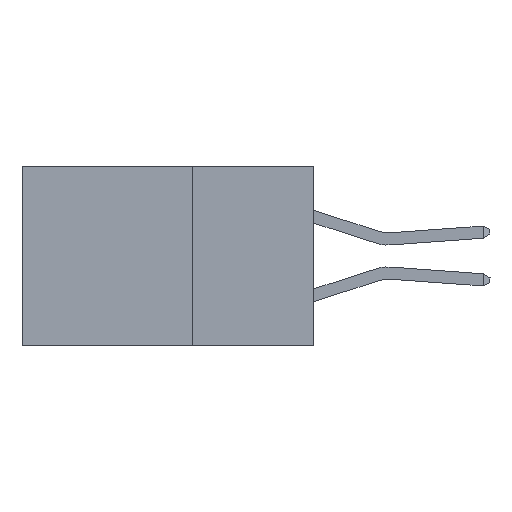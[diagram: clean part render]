
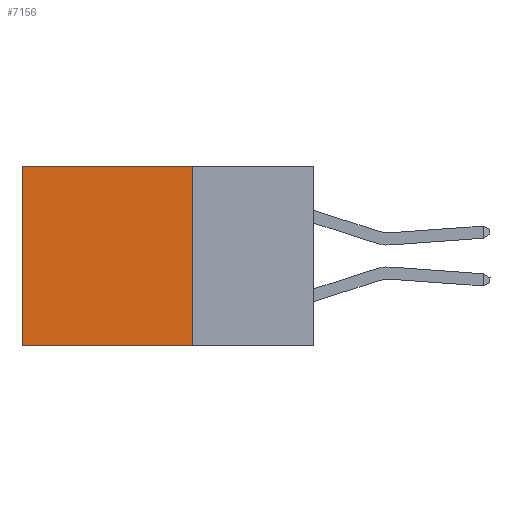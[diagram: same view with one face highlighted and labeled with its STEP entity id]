
A CAD part, left-side view. The second image highlights one B-rep face of the part: STEP entity #7156.
In plain terms, the highlighted planar face has unit normal (-1, 0, 0).
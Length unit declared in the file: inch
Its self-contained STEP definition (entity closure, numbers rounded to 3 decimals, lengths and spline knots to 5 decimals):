
#42 = ORIENTED_EDGE ( 'NONE', *, *, #3675, .T. ) ;
#853 = EDGE_LOOP ( 'NONE', ( #42, #6463, #11174, #20525 ) ) ;
#928 = CARTESIAN_POINT ( 'NONE',  ( 0.2875, 0.25, 0. ) ) ;
#1579 = VECTOR ( 'NONE', #15810, 39.37008 ) ;
#3050 = LINE ( 'NONE', #6391, #1579 ) ;
#3675 = EDGE_CURVE ( 'NONE', #21553, #17676, #3050, .T. ) ;
#4105 = VECTOR ( 'NONE', #27677, 39.37008 ) ;
#5442 = VERTEX_POINT ( 'NONE', #23830 ) ;
#6391 = CARTESIAN_POINT ( 'NONE',  ( 0.2875, 0.6, 0. ) ) ;
#6463 = ORIENTED_EDGE ( 'NONE', *, *, #7204, .F. ) ;
#6945 = VECTOR ( 'NONE', #12390, 39.37008 ) ;
#7156 = ADVANCED_FACE ( 'NONE', ( #15077 ), #20420, .F. ) ;
#7204 = EDGE_CURVE ( 'NONE', #24514, #17676, #7758, .T. ) ;
#7758 = LINE ( 'NONE', #11285, #4105 ) ;
#8449 = CARTESIAN_POINT ( 'NONE',  ( 0.2875, 0.6, -0.37 ) ) ;
#10253 = VECTOR ( 'NONE', #25418, 39.37008 ) ;
#11174 = ORIENTED_EDGE ( 'NONE', *, *, #13997, .F. ) ;
#11285 = CARTESIAN_POINT ( 'NONE',  ( 0.2875, 0.25, -0.37 ) ) ;
#12390 = DIRECTION ( 'NONE',  ( 0., 0., -1. ) ) ;
#12776 = LINE ( 'NONE', #928, #6945 ) ;
#12903 = CARTESIAN_POINT ( 'NONE',  ( 0.2875, 0.25, -0.37 ) ) ;
#13685 = EDGE_CURVE ( 'NONE', #5442, #21553, #16837, .T. ) ;
#13997 = EDGE_CURVE ( 'NONE', #5442, #24514, #12776, .T. ) ;
#14253 = DIRECTION ( 'NONE',  ( 0., 0., -1. ) ) ;
#14282 = CARTESIAN_POINT ( 'NONE',  ( 0.2875, 0.6, 0. ) ) ;
#15077 = FACE_OUTER_BOUND ( 'NONE', #853, .T. ) ;
#15810 = DIRECTION ( 'NONE',  ( 0., 0., -1. ) ) ;
#16107 = CARTESIAN_POINT ( 'NONE',  ( 0.2875, 0.25, 0. ) ) ;
#16837 = LINE ( 'NONE', #16107, #10253 ) ;
#17676 = VERTEX_POINT ( 'NONE', #8449 ) ;
#20420 = PLANE ( 'NONE',  #28088 ) ;
#20525 = ORIENTED_EDGE ( 'NONE', *, *, #13685, .T. ) ;
#21553 = VERTEX_POINT ( 'NONE', #14282 ) ;
#23830 = CARTESIAN_POINT ( 'NONE',  ( 0.2875, 0.25, 0. ) ) ;
#24514 = VERTEX_POINT ( 'NONE', #12903 ) ;
#24931 = CARTESIAN_POINT ( 'NONE',  ( 0.2875, 0.25, 0. ) ) ;
#25418 = DIRECTION ( 'NONE',  ( 0., 1., 0. ) ) ;
#25436 = DIRECTION ( 'NONE',  ( 1., 0., 0. ) ) ;
#27677 = DIRECTION ( 'NONE',  ( 0., 1., 0. ) ) ;
#28088 = AXIS2_PLACEMENT_3D ( 'NONE', #24931, #25436, #14253 ) ;
